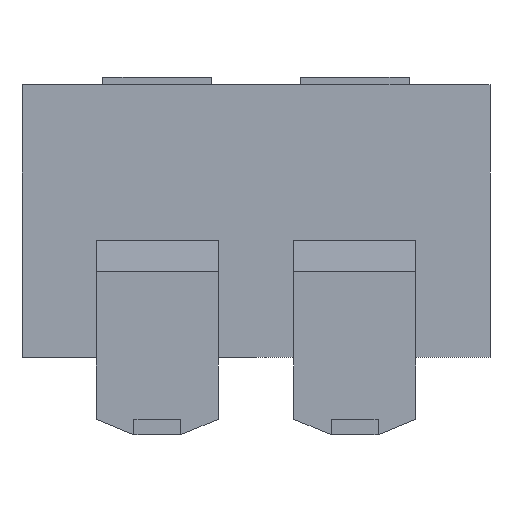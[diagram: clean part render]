
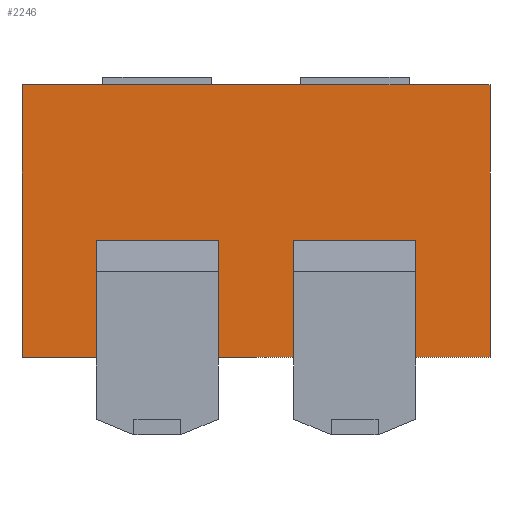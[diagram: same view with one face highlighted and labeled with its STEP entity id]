
A CAD part, front view. The second image highlights one B-rep face of the part: STEP entity #2246.
In plain terms, the highlighted planar face has unit normal (0, -1, 0).
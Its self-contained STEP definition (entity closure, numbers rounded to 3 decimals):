
#42 = DIRECTION ( 'NONE',  ( 0., 0., -1. ) ) ;
#69 = LINE ( 'NONE', #1969, #5053 ) ;
#93 = DIRECTION ( 'NONE',  ( 1., 0., 0. ) ) ;
#271 = EDGE_LOOP ( 'NONE', ( #2998, #4708, #5964, #2858 ) ) ;
#496 = EDGE_CURVE ( 'NONE', #3794, #619, #3241, .T. ) ;
#619 = VERTEX_POINT ( 'NONE', #3542 ) ;
#694 = VERTEX_POINT ( 'NONE', #4013 ) ;
#729 = CARTESIAN_POINT ( 'NONE',  ( 3.01, -3.1, 4.5 ) ) ;
#1410 = PLANE ( 'NONE',  #2672 ) ;
#1736 = VERTEX_POINT ( 'NONE', #729 ) ;
#1810 = FACE_OUTER_BOUND ( 'NONE', #271, .T. ) ;
#1814 = LINE ( 'NONE', #5472, #5874 ) ;
#1962 = LINE ( 'NONE', #5695, #4346 ) ;
#1969 = CARTESIAN_POINT ( 'NONE',  ( 3.01, -3.1, 4.5 ) ) ;
#2246 = ADVANCED_FACE ( 'NONE', ( #1810 ), #1410, .F. ) ;
#2382 = CARTESIAN_POINT ( 'NONE',  ( -3.01, -3.1, 1. ) ) ;
#2672 = AXIS2_PLACEMENT_3D ( 'NONE', #4115, #5993, #5070 ) ;
#2858 = ORIENTED_EDGE ( 'NONE', *, *, #3935, .T. ) ;
#2998 = ORIENTED_EDGE ( 'NONE', *, *, #496, .T. ) ;
#3241 = LINE ( 'NONE', #3630, #5156 ) ;
#3507 = EDGE_CURVE ( 'NONE', #694, #1736, #1962, .T. ) ;
#3542 = CARTESIAN_POINT ( 'NONE',  ( 3.01, -3.1, 1. ) ) ;
#3630 = CARTESIAN_POINT ( 'NONE',  ( -3.01, -3.1, 1. ) ) ;
#3794 = VERTEX_POINT ( 'NONE', #2382 ) ;
#3935 = EDGE_CURVE ( 'NONE', #694, #3794, #1814, .T. ) ;
#4013 = CARTESIAN_POINT ( 'NONE',  ( -3.01, -3.1, 4.5 ) ) ;
#4115 = CARTESIAN_POINT ( 'NONE',  ( -3.01, -3.1, 4.5 ) ) ;
#4134 = DIRECTION ( 'NONE',  ( 1., 0., 0. ) ) ;
#4346 = VECTOR ( 'NONE', #93, 1000. ) ;
#4613 = DIRECTION ( 'NONE',  ( 0., 0., -1. ) ) ;
#4708 = ORIENTED_EDGE ( 'NONE', *, *, #5244, .F. ) ;
#5053 = VECTOR ( 'NONE', #42, 1000. ) ;
#5070 = DIRECTION ( 'NONE',  ( 0., 0., 1. ) ) ;
#5156 = VECTOR ( 'NONE', #4134, 1000. ) ;
#5244 = EDGE_CURVE ( 'NONE', #1736, #619, #69, .T. ) ;
#5472 = CARTESIAN_POINT ( 'NONE',  ( -3.01, -3.1, 4.5 ) ) ;
#5695 = CARTESIAN_POINT ( 'NONE',  ( -3.01, -3.1, 4.5 ) ) ;
#5874 = VECTOR ( 'NONE', #4613, 1000. ) ;
#5964 = ORIENTED_EDGE ( 'NONE', *, *, #3507, .F. ) ;
#5993 = DIRECTION ( 'NONE',  ( 0., 1., 0. ) ) ;
